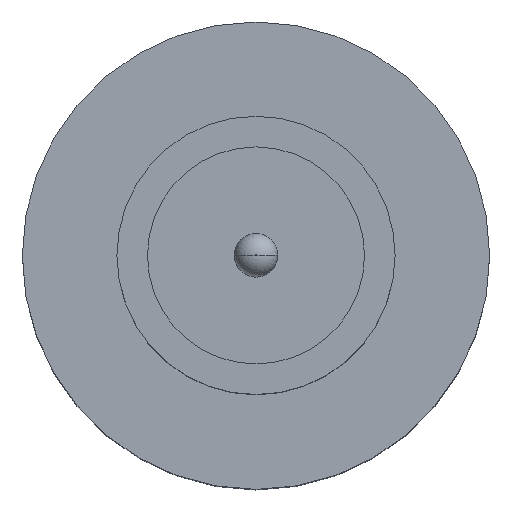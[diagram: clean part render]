
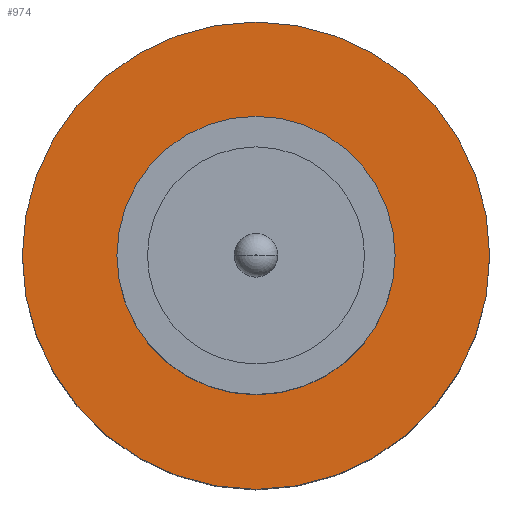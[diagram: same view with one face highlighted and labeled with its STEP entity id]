
A CAD part, top view. The second image highlights one B-rep face of the part: STEP entity #974.
In plain terms, the highlighted planar face has unit normal (0, 0, 1).
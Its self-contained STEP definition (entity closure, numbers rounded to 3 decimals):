
#37 = DIRECTION ( 'NONE',  ( 1., 0., 0. ) ) ;
#49 = DIRECTION ( 'NONE',  ( 0., 0., 1. ) ) ;
#76 = AXIS2_PLACEMENT_3D ( 'NONE', #897, #49, #524 ) ;
#77 = CARTESIAN_POINT ( 'NONE',  ( 0., 0., 1.55 ) ) ;
#82 = EDGE_CURVE ( 'NONE', #792, #303, #263, .T. ) ;
#88 = DIRECTION ( 'NONE',  ( 1., 0., 0. ) ) ;
#89 = FACE_OUTER_BOUND ( 'NONE', #713, .T. ) ;
#127 = DIRECTION ( 'NONE',  ( 0., 0., 1. ) ) ;
#139 = DIRECTION ( 'NONE',  ( 1., 0., 0. ) ) ;
#142 = AXIS2_PLACEMENT_3D ( 'NONE', #77, #312, #317 ) ;
#162 = CARTESIAN_POINT ( 'NONE',  ( 2.1, 0., 1.55 ) ) ;
#180 = FACE_BOUND ( 'NONE', #681, .T. ) ;
#187 = CARTESIAN_POINT ( 'NONE',  ( -2.1, 0., 1.55 ) ) ;
#211 = CIRCLE ( 'NONE', #904, 2.1 ) ;
#213 = CARTESIAN_POINT ( 'NONE',  ( 0., 0., 1.55 ) ) ;
#241 = CARTESIAN_POINT ( 'NONE',  ( 0., 0., 1.55 ) ) ;
#262 = VERTEX_POINT ( 'NONE', #497 ) ;
#263 = CIRCLE ( 'NONE', #142, 2.1 ) ;
#290 = AXIS2_PLACEMENT_3D ( 'NONE', #213, #127, #37 ) ;
#293 = ORIENTED_EDGE ( 'NONE', *, *, #850, .T. ) ;
#303 = VERTEX_POINT ( 'NONE', #187 ) ;
#305 = DIRECTION ( 'NONE',  ( 0., 0., 1. ) ) ;
#312 = DIRECTION ( 'NONE',  ( 0., 0., 1. ) ) ;
#317 = DIRECTION ( 'NONE',  ( 1., 0., 0. ) ) ;
#319 = PLANE ( 'NONE',  #741 ) ;
#344 = ORIENTED_EDGE ( 'NONE', *, *, #616, .F. ) ;
#419 = CIRCLE ( 'NONE', #290, 1.25 ) ;
#445 = ORIENTED_EDGE ( 'NONE', *, *, #635, .F. ) ;
#497 = CARTESIAN_POINT ( 'NONE',  ( -1.25, 0., 1.55 ) ) ;
#524 = DIRECTION ( 'NONE',  ( 1., 0., 0. ) ) ;
#599 = CARTESIAN_POINT ( 'NONE',  ( 1.25, 0., 1.55 ) ) ;
#616 = EDGE_CURVE ( 'NONE', #629, #262, #979, .T. ) ;
#629 = VERTEX_POINT ( 'NONE', #599 ) ;
#635 = EDGE_CURVE ( 'NONE', #262, #629, #419, .T. ) ;
#681 = EDGE_LOOP ( 'NONE', ( #344, #445 ) ) ;
#713 = EDGE_LOOP ( 'NONE', ( #293, #795 ) ) ;
#741 = AXIS2_PLACEMENT_3D ( 'NONE', #933, #925, #88 ) ;
#792 = VERTEX_POINT ( 'NONE', #162 ) ;
#795 = ORIENTED_EDGE ( 'NONE', *, *, #82, .T. ) ;
#850 = EDGE_CURVE ( 'NONE', #303, #792, #211, .T. ) ;
#897 = CARTESIAN_POINT ( 'NONE',  ( 0., 0., 1.55 ) ) ;
#904 = AXIS2_PLACEMENT_3D ( 'NONE', #241, #305, #139 ) ;
#925 = DIRECTION ( 'NONE',  ( 0., 0., 1. ) ) ;
#933 = CARTESIAN_POINT ( 'NONE',  ( 0., 0., 1.55 ) ) ;
#974 = ADVANCED_FACE ( 'NONE', ( #180, #89 ), #319, .T. ) ;
#979 = CIRCLE ( 'NONE', #76, 1.25 ) ;
